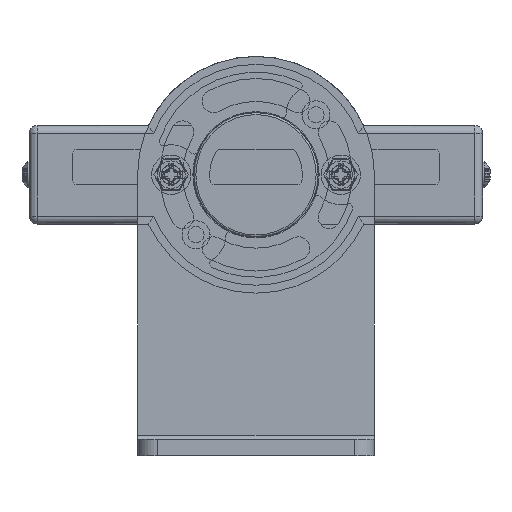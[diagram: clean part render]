
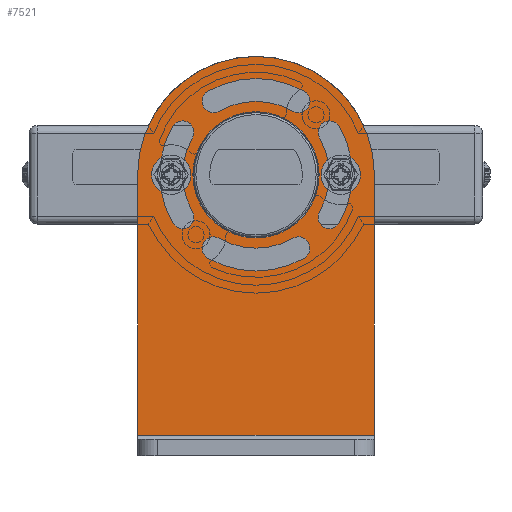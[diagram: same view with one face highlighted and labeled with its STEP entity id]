
A CAD part, front view. The second image highlights one B-rep face of the part: STEP entity #7521.
In plain terms, the highlighted face is planar.
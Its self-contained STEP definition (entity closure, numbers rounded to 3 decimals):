
#6746=CARTESIAN_POINT('',(0.,4.2,0.));
#6747=DIRECTION('',(0.,1.,0.));
#6748=DIRECTION('',(1.,0.,0.));
#6749=AXIS2_PLACEMENT_3D('',#6746,#6747,#6748);
#6751=DIRECTION('',(0.,0.,-1.));
#6752=VECTOR('',#6751,66.);
#6753=CARTESIAN_POINT('',(30.,4.2,66.));
#6754=LINE('',#6753,#6752);
#6755=DIRECTION('',(0.,0.,1.));
#6756=VECTOR('',#6755,66.);
#6757=CARTESIAN_POINT('',(-30.,4.2,0.));
#6758=LINE('',#6757,#6756);
#6759=CARTESIAN_POINT('',(0.,4.2,0.));
#6760=DIRECTION('',(0.,1.,0.));
#6761=DIRECTION('',(-0.5,0.,0.866));
#6762=AXIS2_PLACEMENT_3D('',#6759,#6760,#6761);
#6764=CARTESIAN_POINT('',(10.75,4.2,18.62));
#6765=DIRECTION('',(0.,1.,0.));
#6766=DIRECTION('',(0.5,0.,0.866));
#6767=AXIS2_PLACEMENT_3D('',#6764,#6765,#6766);
#6769=CARTESIAN_POINT('',(0.,4.2,0.));
#6770=DIRECTION('',(0.,1.,0.));
#6771=DIRECTION('',(-0.5,0.,0.866));
#6772=AXIS2_PLACEMENT_3D('',#6769,#6770,#6771);
#6774=CARTESIAN_POINT('',(-10.75,4.2,18.62));
#6775=DIRECTION('',(0.,1.,0.));
#6776=DIRECTION('',(0.5,0.,-0.866));
#6777=AXIS2_PLACEMENT_3D('',#6774,#6775,#6776);
#6779=CARTESIAN_POINT('',(0.,4.2,0.));
#6780=DIRECTION('',(0.,1.,0.));
#6781=DIRECTION('',(0.866,0.,0.5));
#6782=AXIS2_PLACEMENT_3D('',#6779,#6780,#6781);
#6784=CARTESIAN_POINT('',(18.62,4.2,10.75));
#6785=DIRECTION('',(0.,1.,0.));
#6786=DIRECTION('',(-0.866,0.,-0.5));
#6787=AXIS2_PLACEMENT_3D('',#6784,#6785,#6786);
#6789=CARTESIAN_POINT('',(0.,4.2,0.));
#6790=DIRECTION('',(0.,1.,0.));
#6791=DIRECTION('',(0.866,0.,0.5));
#6792=AXIS2_PLACEMENT_3D('',#6789,#6790,#6791);
#6794=CARTESIAN_POINT('',(18.62,4.2,-10.75));
#6795=DIRECTION('',(0.,1.,0.));
#6796=DIRECTION('',(0.866,0.,-0.5));
#6797=AXIS2_PLACEMENT_3D('',#6794,#6795,#6796);
#6799=CARTESIAN_POINT('',(0.,4.2,0.));
#6800=DIRECTION('',(0.,1.,0.));
#6801=DIRECTION('',(-0.866,0.,-0.5));
#6802=AXIS2_PLACEMENT_3D('',#6799,#6800,#6801);
#6804=CARTESIAN_POINT('',(-18.62,4.2,-10.75));
#6805=DIRECTION('',(0.,1.,0.));
#6806=DIRECTION('',(0.866,0.,0.5));
#6807=AXIS2_PLACEMENT_3D('',#6804,#6805,#6806);
#6809=CARTESIAN_POINT('',(0.,4.2,0.));
#6810=DIRECTION('',(0.,1.,0.));
#6811=DIRECTION('',(-0.866,0.,-0.5));
#6812=AXIS2_PLACEMENT_3D('',#6809,#6810,#6811);
#6814=CARTESIAN_POINT('',(-18.62,4.2,10.75));
#6815=DIRECTION('',(0.,1.,0.));
#6816=DIRECTION('',(-0.866,0.,0.5));
#6817=AXIS2_PLACEMENT_3D('',#6814,#6815,#6816);
#6819=CARTESIAN_POINT('',(0.,4.2,0.));
#6820=DIRECTION('',(0.,1.,0.));
#6821=DIRECTION('',(0.5,0.,-0.866));
#6822=AXIS2_PLACEMENT_3D('',#6819,#6820,#6821);
#6824=CARTESIAN_POINT('',(-10.75,4.2,-18.62));
#6825=DIRECTION('',(0.,1.,0.));
#6826=DIRECTION('',(-0.5,0.,-0.866));
#6827=AXIS2_PLACEMENT_3D('',#6824,#6825,#6826);
#6829=CARTESIAN_POINT('',(0.,4.2,0.));
#6830=DIRECTION('',(0.,1.,0.));
#6831=DIRECTION('',(0.5,0.,-0.866));
#6832=AXIS2_PLACEMENT_3D('',#6829,#6830,#6831);
#6834=CARTESIAN_POINT('',(10.75,4.2,-18.62));
#6835=DIRECTION('',(0.,1.,0.));
#6836=DIRECTION('',(-0.5,0.,0.866));
#6837=AXIS2_PLACEMENT_3D('',#6834,#6835,#6836);
#6839=CARTESIAN_POINT('',(0.,4.2,0.));
#6840=DIRECTION('',(0.,1.,0.));
#6841=DIRECTION('',(1.,0.,0.));
#6842=AXIS2_PLACEMENT_3D('',#6839,#6840,#6841);
#6844=CARTESIAN_POINT('',(0.,4.2,0.));
#6845=DIRECTION('',(0.,1.,0.));
#6846=DIRECTION('',(-1.,0.,0.));
#6847=AXIS2_PLACEMENT_3D('',#6844,#6845,#6846);
#6870=DIRECTION('',(1.,0.,0.));
#6871=VECTOR('',#6870,60.);
#6872=CARTESIAN_POINT('',(-30.,4.2,66.));
#6873=LINE('',#6872,#6871);
#7300=CARTESIAN_POINT('',(30.,4.2,0.));
#7301=CARTESIAN_POINT('',(-30.,4.2,0.));
#7302=VERTEX_POINT('',#7300);
#7303=VERTEX_POINT('',#7301);
#7304=CARTESIAN_POINT('',(16.,4.2,0.));
#7305=CARTESIAN_POINT('',(-16.,4.2,0.));
#7306=VERTEX_POINT('',#7304);
#7307=VERTEX_POINT('',#7305);
#7320=CARTESIAN_POINT('',(-30.,4.2,66.));
#7321=VERTEX_POINT('',#7320);
#7322=CARTESIAN_POINT('',(30.,4.2,66.));
#7323=VERTEX_POINT('',#7322);
#7380=CARTESIAN_POINT('',(-12.2,4.2,21.131));
#7381=CARTESIAN_POINT('',(12.2,4.2,21.131));
#7382=VERTEX_POINT('',#7380);
#7383=VERTEX_POINT('',#7381);
#7384=CARTESIAN_POINT('',(9.3,4.2,16.108));
#7385=VERTEX_POINT('',#7384);
#7386=CARTESIAN_POINT('',(-9.3,4.2,16.108));
#7387=VERTEX_POINT('',#7386);
#7388=CARTESIAN_POINT('',(16.108,4.2,9.3));
#7389=CARTESIAN_POINT('',(16.108,4.2,-9.3));
#7390=VERTEX_POINT('',#7388);
#7391=VERTEX_POINT('',#7389);
#7392=CARTESIAN_POINT('',(21.131,4.2,12.2));
#7393=VERTEX_POINT('',#7392);
#7394=CARTESIAN_POINT('',(21.131,4.2,-12.2));
#7395=VERTEX_POINT('',#7394);
#7396=CARTESIAN_POINT('',(-16.108,4.2,-9.3));
#7397=CARTESIAN_POINT('',(-16.108,4.2,9.3));
#7398=VERTEX_POINT('',#7396);
#7399=VERTEX_POINT('',#7397);
#7400=CARTESIAN_POINT('',(-21.131,4.2,-12.2));
#7401=VERTEX_POINT('',#7400);
#7402=CARTESIAN_POINT('',(-21.131,4.2,12.2));
#7403=VERTEX_POINT('',#7402);
#7404=CARTESIAN_POINT('',(12.2,4.2,-21.131));
#7405=CARTESIAN_POINT('',(-12.2,4.2,-21.131));
#7406=VERTEX_POINT('',#7404);
#7407=VERTEX_POINT('',#7405);
#7408=CARTESIAN_POINT('',(-9.3,4.2,-16.108));
#7409=VERTEX_POINT('',#7408);
#7410=CARTESIAN_POINT('',(9.3,4.2,-16.108));
#7411=VERTEX_POINT('',#7410);
#7460=CARTESIAN_POINT('',(0.,4.2,0.));
#7461=DIRECTION('',(0.,1.,0.));
#7462=DIRECTION('',(1.,0.,0.));
#7463=AXIS2_PLACEMENT_3D('',#7460,#7461,#7462);
#7464=PLANE('',#7463);
#7466=ORIENTED_EDGE('',*,*,#7465,.F.);
#7468=ORIENTED_EDGE('',*,*,#7467,.F.);
#7470=ORIENTED_EDGE('',*,*,#7469,.F.);
#7472=ORIENTED_EDGE('',*,*,#7471,.F.);
#7473=EDGE_LOOP('',(#7466,#7468,#7470,#7472));
#7474=FACE_OUTER_BOUND('',#7473,.F.);
#7476=ORIENTED_EDGE('',*,*,#7475,.T.);
#7478=ORIENTED_EDGE('',*,*,#7477,.T.);
#7480=ORIENTED_EDGE('',*,*,#7479,.F.);
#7482=ORIENTED_EDGE('',*,*,#7481,.T.);
#7483=EDGE_LOOP('',(#7476,#7478,#7480,#7482));
#7484=FACE_BOUND('',#7483,.F.);
#7486=ORIENTED_EDGE('',*,*,#7485,.F.);
#7488=ORIENTED_EDGE('',*,*,#7487,.T.);
#7490=ORIENTED_EDGE('',*,*,#7489,.T.);
#7492=ORIENTED_EDGE('',*,*,#7491,.T.);
#7493=EDGE_LOOP('',(#7486,#7488,#7490,#7492));
#7494=FACE_BOUND('',#7493,.F.);
#7496=ORIENTED_EDGE('',*,*,#7495,.F.);
#7498=ORIENTED_EDGE('',*,*,#7497,.T.);
#7500=ORIENTED_EDGE('',*,*,#7499,.T.);
#7502=ORIENTED_EDGE('',*,*,#7501,.T.);
#7503=EDGE_LOOP('',(#7496,#7498,#7500,#7502));
#7504=FACE_BOUND('',#7503,.F.);
#7506=ORIENTED_EDGE('',*,*,#7505,.T.);
#7508=ORIENTED_EDGE('',*,*,#7507,.T.);
#7510=ORIENTED_EDGE('',*,*,#7509,.F.);
#7512=ORIENTED_EDGE('',*,*,#7511,.T.);
#7513=EDGE_LOOP('',(#7506,#7508,#7510,#7512));
#7514=FACE_BOUND('',#7513,.F.);
#7516=ORIENTED_EDGE('',*,*,#7515,.T.);
#7518=ORIENTED_EDGE('',*,*,#7517,.T.);
#7519=EDGE_LOOP('',(#7516,#7518));
#7520=FACE_BOUND('',#7519,.F.);
#7521=ADVANCED_FACE('',(#7474,#7484,#7494,#7504,#7514,#7520),#7464,.T.);
#6750=CIRCLE('',#6749,30.);
#6763=CIRCLE('',#6762,24.4);
#6768=CIRCLE('',#6767,2.9);
#6773=CIRCLE('',#6772,18.6);
#6778=CIRCLE('',#6777,2.9);
#6783=CIRCLE('',#6782,18.6);
#6788=CIRCLE('',#6787,2.9);
#6793=CIRCLE('',#6792,24.4);
#6798=CIRCLE('',#6797,2.9);
#6803=CIRCLE('',#6802,18.6);
#6808=CIRCLE('',#6807,2.9);
#6813=CIRCLE('',#6812,24.4);
#6818=CIRCLE('',#6817,2.9);
#6823=CIRCLE('',#6822,24.4);
#6828=CIRCLE('',#6827,2.9);
#6833=CIRCLE('',#6832,18.6);
#6838=CIRCLE('',#6837,2.9);
#6843=CIRCLE('',#6842,16.);
#6848=CIRCLE('',#6847,16.);
#7465=EDGE_CURVE('',#7302,#7303,#6750,.T.);
#7467=EDGE_CURVE('',#7323,#7302,#6754,.T.);
#7469=EDGE_CURVE('',#7321,#7323,#6873,.T.);
#7471=EDGE_CURVE('',#7303,#7321,#6758,.T.);
#7475=EDGE_CURVE('',#7382,#7383,#6763,.T.);
#7477=EDGE_CURVE('',#7383,#7385,#6768,.T.);
#7479=EDGE_CURVE('',#7387,#7385,#6773,.T.);
#7481=EDGE_CURVE('',#7387,#7382,#6778,.T.);
#7485=EDGE_CURVE('',#7390,#7391,#6783,.T.);
#7487=EDGE_CURVE('',#7390,#7393,#6788,.T.);
#7489=EDGE_CURVE('',#7393,#7395,#6793,.T.);
#7491=EDGE_CURVE('',#7395,#7391,#6798,.T.);
#7495=EDGE_CURVE('',#7398,#7399,#6803,.T.);
#7497=EDGE_CURVE('',#7398,#7401,#6808,.T.);
#7499=EDGE_CURVE('',#7401,#7403,#6813,.T.);
#7501=EDGE_CURVE('',#7403,#7399,#6818,.T.);
#7505=EDGE_CURVE('',#7406,#7407,#6823,.T.);
#7507=EDGE_CURVE('',#7407,#7409,#6828,.T.);
#7509=EDGE_CURVE('',#7411,#7409,#6833,.T.);
#7511=EDGE_CURVE('',#7411,#7406,#6838,.T.);
#7515=EDGE_CURVE('',#7306,#7307,#6843,.T.);
#7517=EDGE_CURVE('',#7307,#7306,#6848,.T.);
